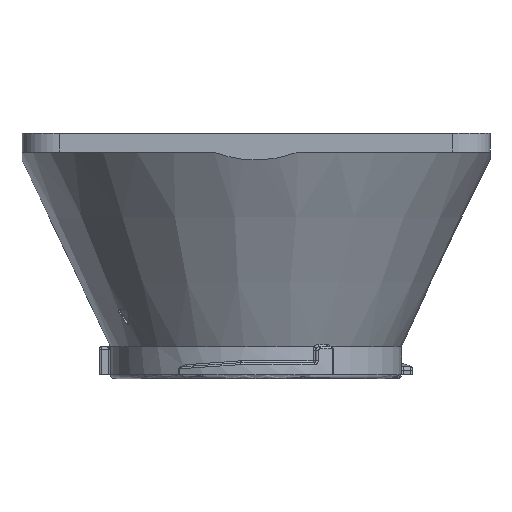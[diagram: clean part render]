
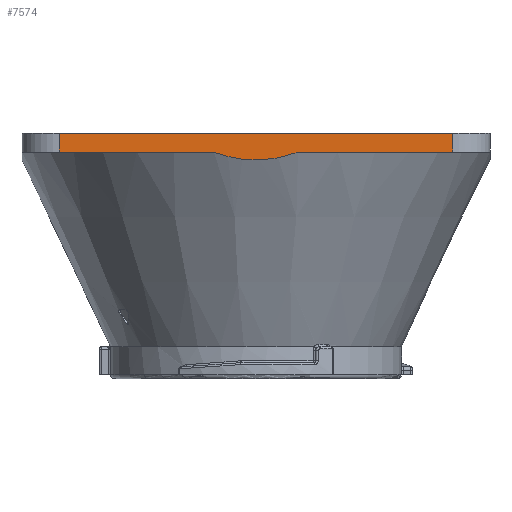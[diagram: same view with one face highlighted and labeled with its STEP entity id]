
A CAD part, front view. The second image highlights one B-rep face of the part: STEP entity #7574.
In plain terms, the highlighted planar face has unit normal (0, -1, 0).
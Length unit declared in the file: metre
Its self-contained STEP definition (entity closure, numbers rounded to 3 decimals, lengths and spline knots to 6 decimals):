
#293=B_SPLINE_CURVE_WITH_KNOTS('',3,(#13473,#13474,#13475,#13476,#13477,
#13478,#13479,#13480),.UNSPECIFIED.,.F.,.F.,(4,1,1,1,1,4),(0.178474,
0.184218,0.187089,0.189961,0.195705,
0.201449),.UNSPECIFIED.);
#2219=ORIENTED_EDGE('',*,*,#3409,.F.);
#2220=ORIENTED_EDGE('',*,*,#3442,.T.);
#2221=ORIENTED_EDGE('',*,*,#3439,.T.);
#2222=ORIENTED_EDGE('',*,*,#3397,.F.);
#2223=ORIENTED_EDGE('',*,*,#3437,.T.);
#2224=ORIENTED_EDGE('',*,*,#3443,.T.);
#3397=EDGE_CURVE('',#4239,#4233,#293,.T.);
#3409=EDGE_CURVE('',#4251,#4252,#4453,.T.);
#3437=EDGE_CURVE('',#4239,#4277,#4460,.T.);
#3439=EDGE_CURVE('',#4279,#4233,#4461,.T.);
#3442=EDGE_CURVE('',#4251,#4279,#4463,.F.);
#3443=EDGE_CURVE('',#4277,#4252,#4464,.T.);
#4233=VERTEX_POINT('',#13439);
#4239=VERTEX_POINT('',#13472);
#4251=VERTEX_POINT('',#13504);
#4252=VERTEX_POINT('',#13506);
#4277=VERTEX_POINT('',#13582);
#4279=VERTEX_POINT('',#13588);
#4453=LINE('',#13505,#4551);
#4460=LINE('',#13583,#4558);
#4461=LINE('',#13587,#4559);
#4463=LINE('',#13593,#4561);
#4464=LINE('',#13594,#4562);
#4551=VECTOR('',#10694,1.);
#4558=VECTOR('',#10741,1.);
#4559=VECTOR('',#10746,1.);
#4561=VECTOR('',#10752,1.);
#4562=VECTOR('',#10753,1.);
#5578=EDGE_LOOP('',(#2219,#2220,#2221,#2222,#2223,#2224));
#6750=FACE_BOUND('',#5578,.T.);
#7106=PLANE('',#8652);
#7574=ADVANCED_FACE('',(#6750),#7106,.T.);
#8652=AXIS2_PLACEMENT_3D('',#13592,#10750,#10751);
#10694=DIRECTION('',(1.,0.,0.));
#10741=DIRECTION('',(1.,0.,0.));
#10746=DIRECTION('',(1.,0.,0.));
#10750=DIRECTION('',(0.,-1.,0.));
#10751=DIRECTION('',(0.,0.,-1.));
#10752=DIRECTION('',(0.,0.,1.));
#10753=DIRECTION('',(0.,0.,1.));
#13439=CARTESIAN_POINT('',(-0.011247,-0.0625,0.06));
#13472=CARTESIAN_POINT('',(0.011247,-0.0625,0.06));
#13473=CARTESIAN_POINT('',(0.011247,-0.0625,0.06));
#13474=CARTESIAN_POINT('',(0.009452,-0.0625,0.059329));
#13475=CARTESIAN_POINT('',(0.006706,-0.0625,0.058536));
#13476=CARTESIAN_POINT('',(0.002932,-0.0625,0.057979));
#13477=CARTESIAN_POINT('',(-0.000959,-0.0625,0.057784));
#13478=CARTESIAN_POINT('',(-0.00572,-0.0625,0.058254));
#13479=CARTESIAN_POINT('',(-0.009437,-0.0625,0.059323));
#13480=CARTESIAN_POINT('',(-0.011247,-0.0625,0.06));
#13504=CARTESIAN_POINT('',(-0.0525,-0.0625,0.065));
#13505=CARTESIAN_POINT('',(0.,-0.0625,0.065));
#13506=CARTESIAN_POINT('',(0.0525,-0.0625,0.065));
#13582=CARTESIAN_POINT('',(0.0525,-0.0625,0.06));
#13583=CARTESIAN_POINT('',(0.,-0.0625,0.06));
#13587=CARTESIAN_POINT('',(0.,-0.0625,0.06));
#13588=CARTESIAN_POINT('',(-0.0525,-0.0625,0.06));
#13592=CARTESIAN_POINT('',(0.,-0.0625,0.06));
#13593=CARTESIAN_POINT('',(-0.0525,-0.0625,0.06));
#13594=CARTESIAN_POINT('',(0.0525,-0.0625,0.065));
